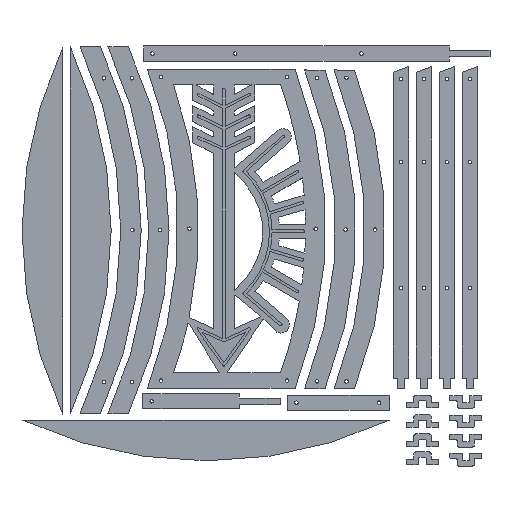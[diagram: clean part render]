
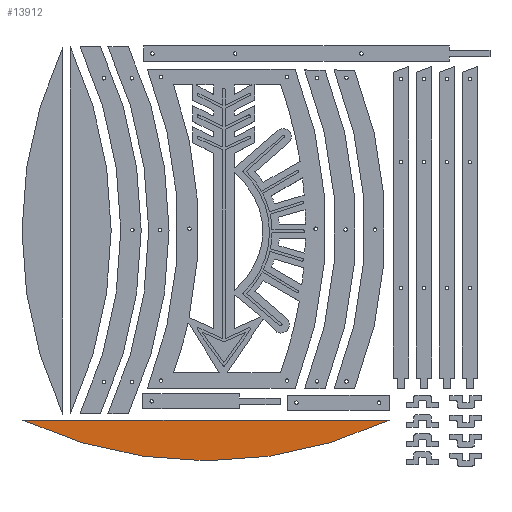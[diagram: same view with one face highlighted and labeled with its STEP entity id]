
A CAD part, top view. The second image highlights one B-rep face of the part: STEP entity #13912.
In plain terms, the highlighted planar face has unit normal (0, 0, 1).
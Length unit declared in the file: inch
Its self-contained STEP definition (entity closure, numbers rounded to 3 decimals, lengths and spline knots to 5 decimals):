
#614=PLANE('',#14772);
#1085=FACE_OUTER_BOUND('',#1827,.T.);
#1827=EDGE_LOOP('',(#10213,#10214));
#2821=LINE('',#20494,#4311);
#4311=VECTOR('',#16529,0.3937);
#5602=CIRCLE('',#14771,42.47153);
#6175=VERTEX_POINT('',#20491);
#6176=VERTEX_POINT('',#20493);
#7717=EDGE_CURVE('',#6176,#6175,#2821,.T.);
#7720=EDGE_CURVE('',#6175,#6176,#5602,.T.);
#10213=ORIENTED_EDGE('',*,*,#7720,.T.);
#10214=ORIENTED_EDGE('',*,*,#7717,.T.);
#13912=ADVANCED_FACE('',(#1085),#614,.T.);
#14771=AXIS2_PLACEMENT_3D('',#20498,#16535,#16536);
#14772=AXIS2_PLACEMENT_3D('',#20499,#16537,#16538);
#16529=DIRECTION('',(-1.,0.,0.));
#16535=DIRECTION('center_axis',(0.,0.,1.));
#16536=DIRECTION('ref_axis',(-0.424,-0.906,0.));
#16537=DIRECTION('center_axis',(0.,0.,1.));
#16538=DIRECTION('ref_axis',(1.,0.,0.));
#20491=CARTESIAN_POINT('',(-22.73072,6.74864,0.69132));
#20493=CARTESIAN_POINT('',(13.26946,6.74864,0.69132));
#20494=CARTESIAN_POINT('',(-22.73072,6.74864,0.69132));
#20498=CARTESIAN_POINT('Origin',(-4.73063,45.21717,0.69132));
#20499=CARTESIAN_POINT('Origin',(-4.73063,4.74714,0.69132));
